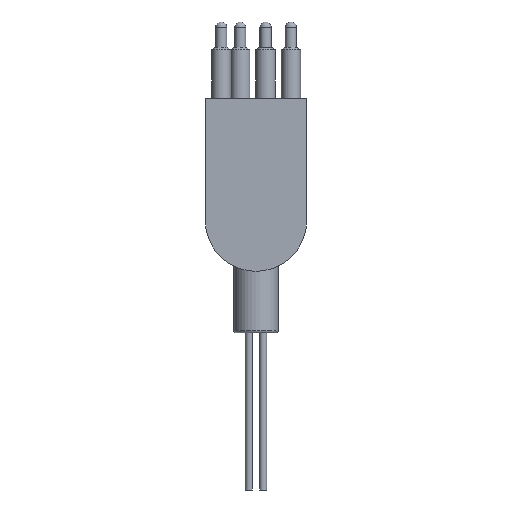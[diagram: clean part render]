
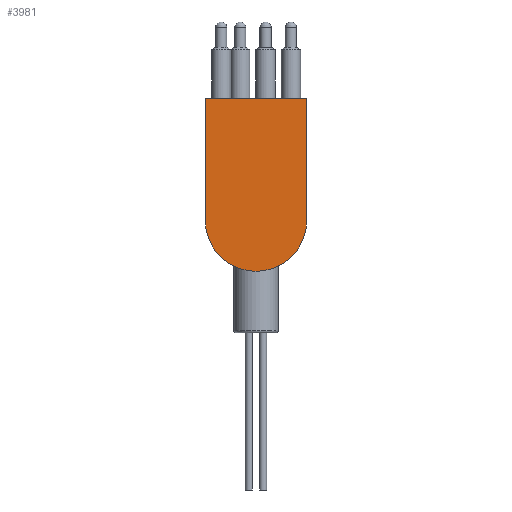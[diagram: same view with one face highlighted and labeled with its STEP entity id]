
A CAD part, front view. The second image highlights one B-rep face of the part: STEP entity #3981.
In plain terms, the highlighted planar face has unit normal (0, -1, 0).
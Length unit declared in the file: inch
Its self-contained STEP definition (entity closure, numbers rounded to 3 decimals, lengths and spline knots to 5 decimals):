
#71=CIRCLE($,#4226,0.5);
#505=FACE_OUTER_BOUND($,#770,.T.);
#770=EDGE_LOOP($,(#3083,#3084,#3085,#3086));
#1098=LINE($,#5981,#1426);
#1137=LINE($,#6738,#1465);
#1139=LINE($,#6742,#1467);
#1426=VECTOR($,#4619,1.);
#1465=VECTOR($,#4698,1.207);
#1467=VECTOR($,#4702,1.207);
#1751=VERTEX_POINT($,#5979);
#1752=VERTEX_POINT($,#5980);
#1837=VERTEX_POINT($,#6737);
#1838=VERTEX_POINT($,#6741);
#2212=EDGE_CURVE($,#1751,#1752,#1098,.T.);
#2299=EDGE_CURVE($,#1837,#1752,#1137,.T.);
#2301=EDGE_CURVE($,#1838,#1751,#1139,.T.);
#2302=EDGE_CURVE($,#1837,#1838,#71,.T.);
#3083=ORIENTED_EDGE($,*,*,#2299,.T.);
#3084=ORIENTED_EDGE($,*,*,#2212,.F.);
#3085=ORIENTED_EDGE($,*,*,#2301,.F.);
#3086=ORIENTED_EDGE($,*,*,#2302,.F.);
#3739=PLANE($,#4225);
#3981=ADVANCED_FACE($,(#505),#3739,.T.);
#4225=AXIS2_PLACEMENT_3D($,#6740,#4700,#4701);
#4226=AXIS2_PLACEMENT_3D($,#6743,#4703,#4704);
#4619=DIRECTION($,(1.,0.,0.));
#4698=DIRECTION($,(0.,0.,1.));
#4700=DIRECTION('center_axis',(0.,-1.,0.));
#4701=DIRECTION('ref_axis',(0.,0.,-1.));
#4702=DIRECTION($,(0.,0.,1.));
#4703=DIRECTION('center_axis',(0.,1.,0.));
#4704=DIRECTION('ref_axis',(0.,0.,-1.));
#5979=CARTESIAN_POINT('',(-0.5,-0.282,0.007));
#5980=CARTESIAN_POINT('',(0.5,-0.282,0.007));
#5981=CARTESIAN_POINT($,(-0.5,-0.282,0.007));
#6737=CARTESIAN_POINT('',(0.5,-0.282,-1.2));
#6738=CARTESIAN_POINT($,(0.5,-0.282,-1.2));
#6740=CARTESIAN_POINT('Origin',(-0.5,-0.282,-1.2));
#6741=CARTESIAN_POINT('',(-0.5,-0.282,-1.2));
#6742=CARTESIAN_POINT($,(-0.5,-0.282,-1.2));
#6743=CARTESIAN_POINT('Origin',(0.,-0.282,-1.2));
